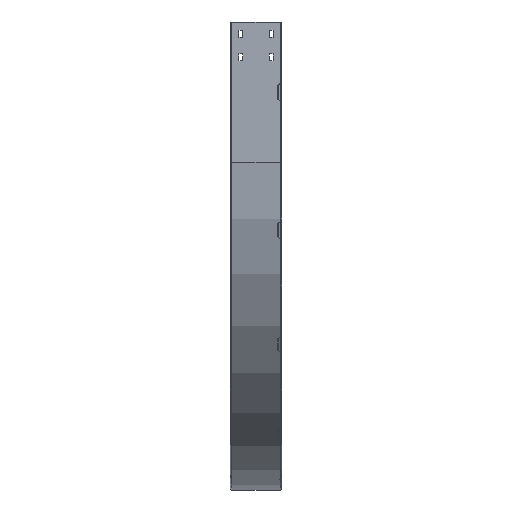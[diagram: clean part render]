
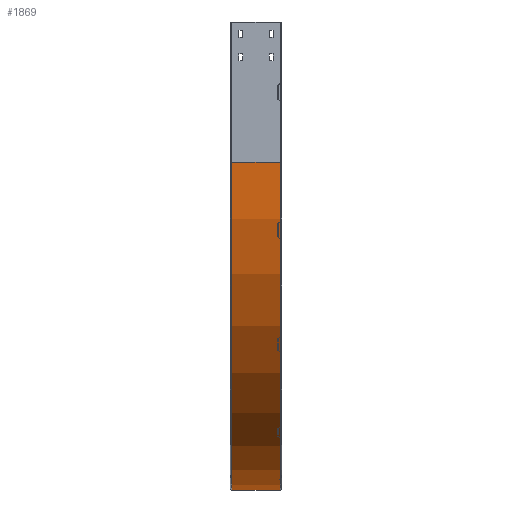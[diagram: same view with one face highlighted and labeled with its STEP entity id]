
A CAD part, left-side view. The second image highlights one B-rep face of the part: STEP entity #1869.
In plain terms, the highlighted cylindrical face has radius 700 mm (diameter 1400 mm), a partial arc.
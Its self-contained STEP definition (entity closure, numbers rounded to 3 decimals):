
#218=CARTESIAN_POINT('',(-300.,3.5,700.));
#219=DIRECTION('',(0.,-1.,0.));
#220=DIRECTION('',(-1.,0.,0.));
#221=AXIS2_PLACEMENT_3D('',#218,#219,#220);
#228=DIRECTION('',(0.,-1.,0.));
#229=VECTOR('',#228,103.);
#230=CARTESIAN_POINT('',(-300.,106.5,0.));
#231=LINE('',#230,#229);
#232=DIRECTION('',(0.,1.,0.));
#233=VECTOR('',#232,103.);
#234=CARTESIAN_POINT('',(-1000.,3.5,700.));
#235=LINE('',#234,#233);
#246=CARTESIAN_POINT('',(-300.,106.5,700.));
#247=DIRECTION('',(0.,1.,0.));
#248=DIRECTION('',(0.,0.,-1.));
#249=AXIS2_PLACEMENT_3D('',#246,#247,#248);
#1385=CARTESIAN_POINT('',(-1000.,3.5,700.));
#1386=CARTESIAN_POINT('',(-1000.,106.5,700.));
#1387=VERTEX_POINT('',#1385);
#1388=VERTEX_POINT('',#1386);
#1512=CARTESIAN_POINT('',(-300.,106.5,0.));
#1514=VERTEX_POINT('',#1512);
#1527=CARTESIAN_POINT('',(-300.,3.5,0.));
#1528=VERTEX_POINT('',#1527);
#1856=CARTESIAN_POINT('',(-300.,0.,700.));
#1857=DIRECTION('',(0.,1.,0.));
#1858=DIRECTION('',(0.,0.,1.));
#1859=AXIS2_PLACEMENT_3D('',#1856,#1857,#1858);
#1860=CYLINDRICAL_SURFACE('',#1859,700.);
#1861=ORIENTED_EDGE('',*,*,#1674,.F.);
#1863=ORIENTED_EDGE('',*,*,#1862,.T.);
#1865=ORIENTED_EDGE('',*,*,#1864,.F.);
#1866=ORIENTED_EDGE('',*,*,#1848,.T.);
#1867=EDGE_LOOP('',(#1861,#1863,#1865,#1866));
#1868=FACE_OUTER_BOUND('',#1867,.F.);
#1869=ADVANCED_FACE('',(#1868),#1860,.T.);
#222=CIRCLE('',#221,700.);
#250=CIRCLE('',#249,700.);
#1674=EDGE_CURVE('',#1514,#1528,#231,.T.);
#1848=EDGE_CURVE('',#1387,#1528,#222,.T.);
#1862=EDGE_CURVE('',#1514,#1388,#250,.T.);
#1864=EDGE_CURVE('',#1387,#1388,#235,.T.);
